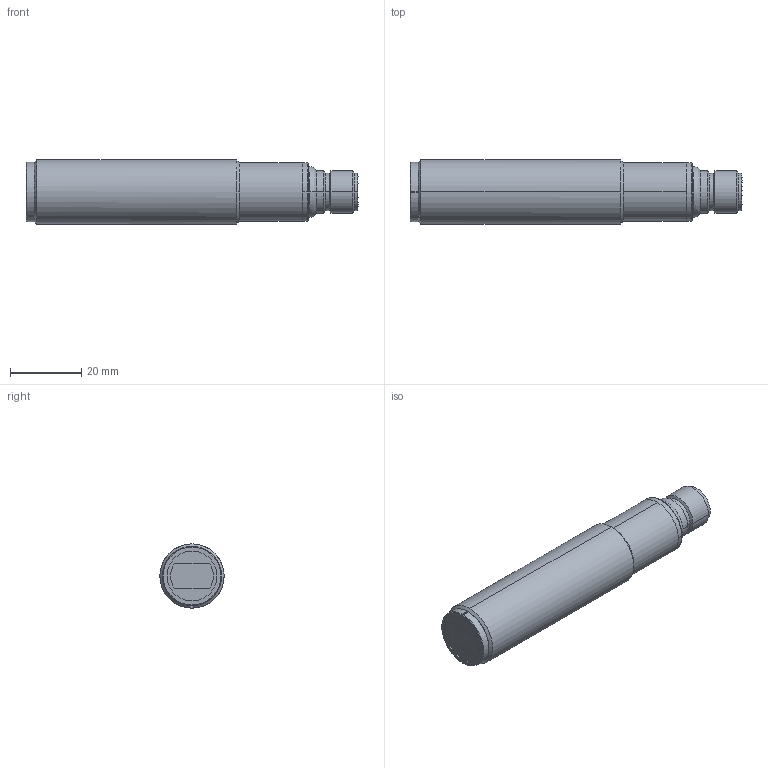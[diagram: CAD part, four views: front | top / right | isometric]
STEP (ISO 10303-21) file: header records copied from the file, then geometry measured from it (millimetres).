
FILE_DESCRIPTION (( 'STEP AP214' ), '1' );
FILE_NAME ('MV4-A0-0E.step', '2018-04-12T20:27:16', ( '' ), ( '' ), 'SwSTEP 2.0', 'SolidWorks 2017', '' );
FILE_SCHEMA (( 'AUTOMOTIVE_DESIGN' ));
Length unit declared in the file: inch
Products named in the file (1): MV4-A0-0E
Bounding box: 93 x 18 x 18 mm (x, y, z)
Volume: 20156.9 mm3; surface area: 6868 mm2
Topology: 8 solids, 8 shells, 142 faces, 321 edges, 198 vertices
Faces by surface type: cylinder 68, plane 38, cone 22, bspline 14
Entity records: 6116 total; most frequent: CARTESIAN_POINT 912, DIRECTION 739, ORIENTED_EDGE 626, EDGE_CURVE 313, AXIS2_PLACEMENT_3D 311, VERTEX_POINT 198, CIRCLE 182, EDGE_LOOP 163
